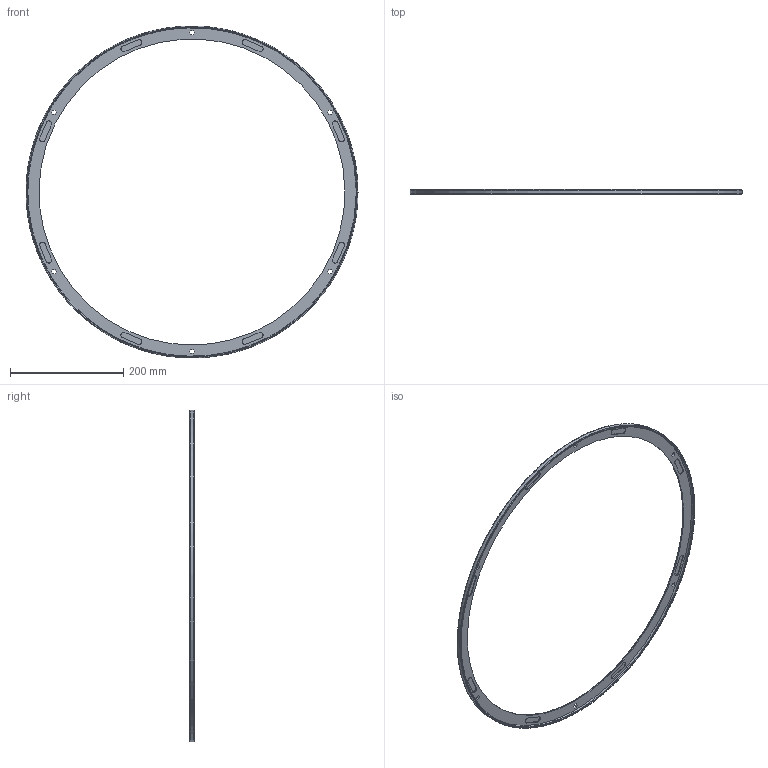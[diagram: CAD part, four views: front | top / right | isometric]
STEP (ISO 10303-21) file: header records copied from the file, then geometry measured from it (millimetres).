
FILE_DESCRIPTION(/* description */ (''),/* implementation_level */ '2;1');
FILE_NAME(/* name */ 'Discus_Disc_Edge',/* time_stamp */ '2022-02-20T23:15:06+01:00',/* author */ (''),/* organization */ (''),/* preprocessor_version */ 'ST-DEVELOPER v16.5',/* originating_system */ 'Rhino 7.15',/* authorisation */ '');
FILE_SCHEMA (('CONFIG_CONTROL_DESIGN'));
Length unit declared in the file: millimetre
Products named in the file (1): Document
Bounding box: 585.99 x 8 x 585.8 mm (x, y, z)
Volume: 142767.9 mm3; surface area: 108348.7 mm2
Topology: 1 solids, 1 shells, 79 faces, 198 edges, 131 vertices
Faces by surface type: plane 48, cylinder 19, bspline 12
Full cylindrical faces by diameter (mm): 540 x1, 580 x1, 586 x1
Entity records: 2612 total; most frequent: CARTESIAN_POINT 1201, ORIENTED_EDGE 396, EDGE_CURVE 198, VERTEX_POINT 131, B_SPLINE_CURVE_WITH_KNOTS 108, EDGE_LOOP 103, ADVANCED_FACE 79, FACE_OUTER_BOUND 79
